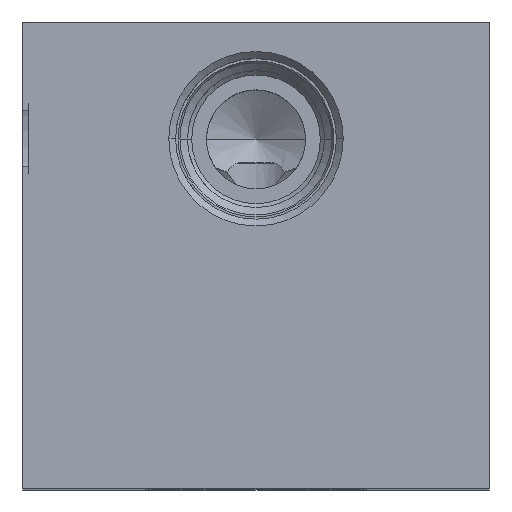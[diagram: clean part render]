
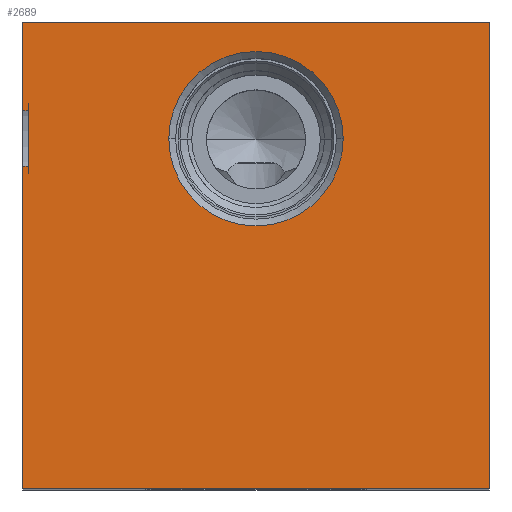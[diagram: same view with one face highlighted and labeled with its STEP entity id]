
A CAD part, top view. The second image highlights one B-rep face of the part: STEP entity #2689.
In plain terms, the highlighted planar face has unit normal (0, 0, 1).
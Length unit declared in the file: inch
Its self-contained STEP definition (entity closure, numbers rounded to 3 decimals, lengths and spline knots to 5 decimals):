
#273=CARTESIAN_POINT('',(1.25,-0.625,3.375));
#274=DIRECTION('',(0.,0.,-1.));
#275=DIRECTION('',(-1.,0.,0.));
#276=AXIS2_PLACEMENT_3D('',#273,#274,#275);
#278=CARTESIAN_POINT('',(1.25,-0.625,3.375));
#279=DIRECTION('',(0.,0.,-1.));
#280=DIRECTION('',(1.,0.,0.));
#281=AXIS2_PLACEMENT_3D('',#278,#279,#280);
#283=DIRECTION('',(1.,0.,0.));
#284=VECTOR('',#283,0.032);
#285=CARTESIAN_POINT('',(0.,-0.47633,3.375));
#286=LINE('',#285,#284);
#287=DIRECTION('',(0.,-1.,0.));
#288=VECTOR('',#287,0.47633);
#289=CARTESIAN_POINT('',(0.,0.,3.375));
#290=LINE('',#289,#288);
#291=DIRECTION('',(-1.,0.,0.));
#292=VECTOR('',#291,2.5);
#293=CARTESIAN_POINT('',(2.5,0.,3.375));
#294=LINE('',#293,#292);
#295=DIRECTION('',(0.,1.,0.));
#296=VECTOR('',#295,2.5);
#297=CARTESIAN_POINT('',(2.5,-2.5,3.375));
#298=LINE('',#297,#296);
#299=DIRECTION('',(1.,0.,0.));
#300=VECTOR('',#299,2.5);
#301=CARTESIAN_POINT('',(0.,-2.5,3.375));
#302=LINE('',#301,#300);
#303=DIRECTION('',(0.,-1.,0.));
#304=VECTOR('',#303,1.72633);
#305=CARTESIAN_POINT('',(0.,-0.77367,3.375));
#306=LINE('',#305,#304);
#307=DIRECTION('',(1.,0.,0.));
#308=VECTOR('',#307,0.032);
#309=CARTESIAN_POINT('',(0.,-0.77367,3.375));
#310=LINE('',#309,#308);
#311=DIRECTION('',(0.,1.,0.));
#312=VECTOR('',#311,0.29734);
#313=CARTESIAN_POINT('',(0.032,-0.77367,3.375));
#314=LINE('',#313,#312);
#2075=CARTESIAN_POINT('',(0.,-2.5,3.375));
#2076=CARTESIAN_POINT('',(2.5,-2.5,3.375));
#2077=VERTEX_POINT('',#2075);
#2078=VERTEX_POINT('',#2076);
#2079=CARTESIAN_POINT('',(2.5,0.,3.375));
#2080=VERTEX_POINT('',#2079);
#2081=CARTESIAN_POINT('',(0.,0.,3.375));
#2082=VERTEX_POINT('',#2081);
#2119=CARTESIAN_POINT('',(1.717,-0.625,3.375));
#2120=VERTEX_POINT('',#2119);
#2129=CARTESIAN_POINT('',(0.783,-0.625,3.375));
#2130=VERTEX_POINT('',#2129);
#2205=CARTESIAN_POINT('',(0.032,-0.47633,3.375));
#2206=CARTESIAN_POINT('',(0.032,-0.77367,3.375));
#2207=VERTEX_POINT('',#2205);
#2208=VERTEX_POINT('',#2206);
#2209=CARTESIAN_POINT('',(0.,-0.47633,3.375));
#2210=VERTEX_POINT('',#2209);
#2211=CARTESIAN_POINT('',(0.,-0.77367,3.375));
#2212=VERTEX_POINT('',#2211);
#2667=CARTESIAN_POINT('',(0.,0.,3.375));
#2668=DIRECTION('',(0.,0.,1.));
#2669=DIRECTION('',(1.,0.,0.));
#2670=AXIS2_PLACEMENT_3D('',#2667,#2668,#2669);
#2671=PLANE('',#2670);
#2672=ORIENTED_EDGE('',*,*,#2442,.F.);
#2673=ORIENTED_EDGE('',*,*,#2421,.F.);
#2675=ORIENTED_EDGE('',*,*,#2674,.F.);
#2677=ORIENTED_EDGE('',*,*,#2676,.F.);
#2679=ORIENTED_EDGE('',*,*,#2678,.F.);
#2680=ORIENTED_EDGE('',*,*,#2414,.F.);
#2681=ORIENTED_EDGE('',*,*,#2439,.T.);
#2682=ORIENTED_EDGE('',*,*,#2453,.T.);
#2683=EDGE_LOOP('',(#2672,#2673,#2675,#2677,#2679,#2680,#2681,#2682));
#2684=FACE_OUTER_BOUND('',#2683,.F.);
#2685=ORIENTED_EDGE('',*,*,#2649,.F.);
#2686=ORIENTED_EDGE('',*,*,#2660,.F.);
#2687=EDGE_LOOP('',(#2685,#2686));
#2688=FACE_BOUND('',#2687,.F.);
#2689=ADVANCED_FACE('',(#2684,#2688),#2671,.T.);
#277=CIRCLE('',#276,0.467);
#282=CIRCLE('',#281,0.467);
#2414=EDGE_CURVE('',#2212,#2077,#306,.T.);
#2421=EDGE_CURVE('',#2082,#2210,#290,.T.);
#2439=EDGE_CURVE('',#2212,#2208,#310,.T.);
#2442=EDGE_CURVE('',#2210,#2207,#286,.T.);
#2453=EDGE_CURVE('',#2208,#2207,#314,.T.);
#2649=EDGE_CURVE('',#2130,#2120,#277,.T.);
#2660=EDGE_CURVE('',#2120,#2130,#282,.T.);
#2674=EDGE_CURVE('',#2080,#2082,#294,.T.);
#2676=EDGE_CURVE('',#2078,#2080,#298,.T.);
#2678=EDGE_CURVE('',#2077,#2078,#302,.T.);
